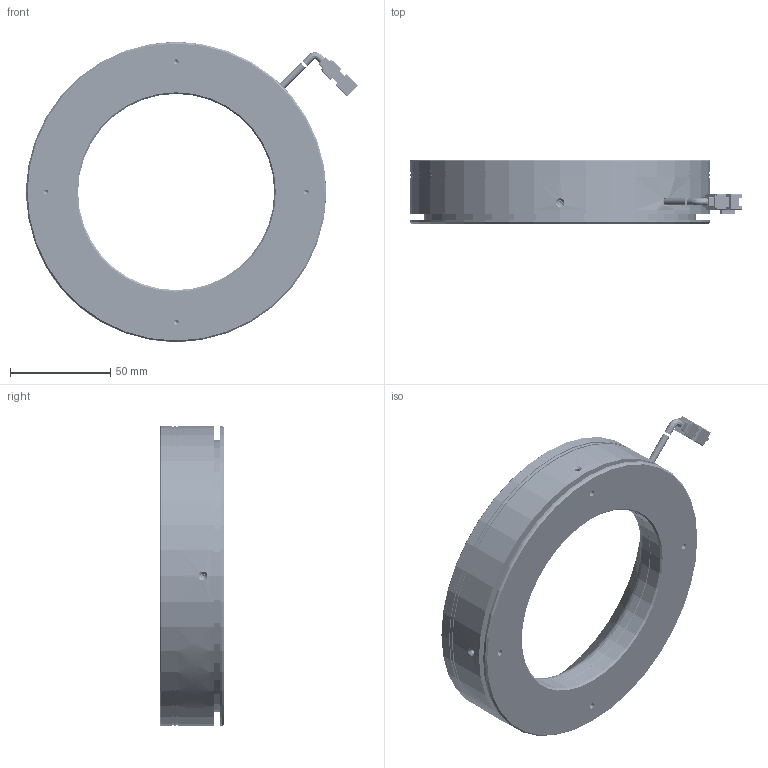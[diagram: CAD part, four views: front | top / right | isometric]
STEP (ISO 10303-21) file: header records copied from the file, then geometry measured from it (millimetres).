
FILE_DESCRIPTION (( 'STEP AP214' ), '1' );
FILE_NAME ('660015-R.STEP', '2019-03-25T02:48:14', ( 'user' ), ( '微软中国' ), 'SwSTEP 2.0', 'SolidWorks 2016', '' );
FILE_SCHEMA (( 'AUTOMOTIVE_DESIGN' ));
Length unit declared in the file: millimetre
Products named in the file (1): 660015-R
Bounding box: 165.86 x 32 x 150 mm (x, y, z)
Volume: 171731.5 mm3; surface area: 146692.5 mm2
Topology: 326 solids, 326 shells, 5782 faces, 13724 edges, 8935 vertices
Faces by surface type: plane 3937, cylinder 1453, bspline 338, cone 54
Entity records: 236332 total; most frequent: CARTESIAN_POINT 36673, DIRECTION 27367, ORIENTED_EDGE 26116, EDGE_CURVE 13058, LINE 9353, VECTOR 9353, AXIS2_PLACEMENT_3D 9007, VERTEX_POINT 8935
